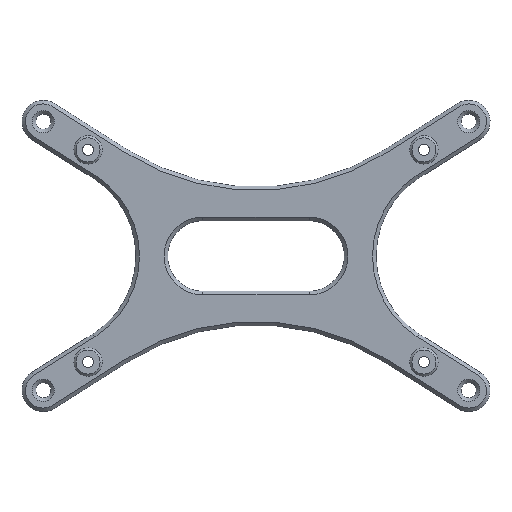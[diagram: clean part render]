
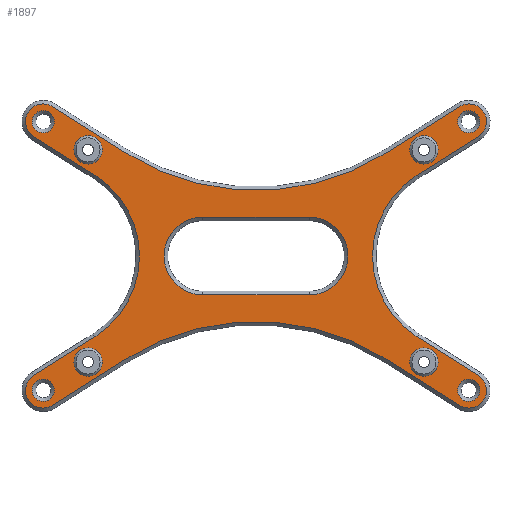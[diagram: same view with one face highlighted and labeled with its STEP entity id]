
A CAD part, top view. The second image highlights one B-rep face of the part: STEP entity #1897.
In plain terms, the highlighted planar face has unit normal (0, 0, 1).
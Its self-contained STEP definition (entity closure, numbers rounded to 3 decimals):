
#15=FACE_BOUND('',#308,.T.);
#16=FACE_BOUND('',#309,.T.);
#17=FACE_BOUND('',#310,.T.);
#18=FACE_BOUND('',#311,.T.);
#19=FACE_BOUND('',#312,.T.);
#20=FACE_BOUND('',#313,.T.);
#21=FACE_BOUND('',#314,.T.);
#22=FACE_BOUND('',#315,.T.);
#23=FACE_BOUND('',#316,.T.);
#59=CIRCLE('',#2052,11.);
#61=CIRCLE('',#2056,11.);
#64=CIRCLE('',#2063,68.911);
#65=CIRCLE('',#2064,5.);
#66=CIRCLE('',#2065,27.04);
#67=CIRCLE('',#2066,5.);
#68=CIRCLE('',#2067,68.911);
#69=CIRCLE('',#2068,5.);
#70=CIRCLE('',#2069,27.04);
#71=CIRCLE('',#2070,5.);
#72=CIRCLE('',#2071,3.15);
#73=CIRCLE('',#2072,3.15);
#74=CIRCLE('',#2073,4.);
#75=CIRCLE('',#2074,4.);
#76=CIRCLE('',#2075,4.);
#77=CIRCLE('',#2076,4.);
#78=CIRCLE('',#2077,3.15);
#79=CIRCLE('',#2078,3.15);
#193=FACE_OUTER_BOUND('',#307,.T.);
#307=EDGE_LOOP('',(#1481,#1482,#1483,#1484,#1485,#1486,#1487,#1488,#1489,
#1490,#1491,#1492,#1493,#1494,#1495,#1496));
#308=EDGE_LOOP('',(#1497));
#309=EDGE_LOOP('',(#1498));
#310=EDGE_LOOP('',(#1499));
#311=EDGE_LOOP('',(#1500));
#312=EDGE_LOOP('',(#1501));
#313=EDGE_LOOP('',(#1502));
#314=EDGE_LOOP('',(#1503));
#315=EDGE_LOOP('',(#1504));
#316=EDGE_LOOP('',(#1505,#1506,#1507,#1508));
#516=LINE('',#3033,#702);
#519=LINE('',#3042,#705);
#525=LINE('',#3057,#711);
#526=LINE('',#3061,#712);
#527=LINE('',#3065,#713);
#528=LINE('',#3069,#714);
#529=LINE('',#3073,#715);
#530=LINE('',#3077,#716);
#531=LINE('',#3081,#717);
#532=LINE('',#3085,#718);
#702=VECTOR('',#2448,10.);
#705=VECTOR('',#2459,10.);
#711=VECTOR('',#2473,10.);
#712=VECTOR('',#2476,10.);
#713=VECTOR('',#2479,10.);
#714=VECTOR('',#2482,10.);
#715=VECTOR('',#2485,10.);
#716=VECTOR('',#2488,10.);
#717=VECTOR('',#2491,10.);
#718=VECTOR('',#2494,10.);
#866=VERTEX_POINT('',#3022);
#867=VERTEX_POINT('',#3024);
#870=VERTEX_POINT('',#3031);
#872=VERTEX_POINT('',#3037);
#876=VERTEX_POINT('',#3055);
#877=VERTEX_POINT('',#3056);
#878=VERTEX_POINT('',#3058);
#879=VERTEX_POINT('',#3060);
#880=VERTEX_POINT('',#3062);
#881=VERTEX_POINT('',#3064);
#882=VERTEX_POINT('',#3066);
#883=VERTEX_POINT('',#3068);
#884=VERTEX_POINT('',#3070);
#885=VERTEX_POINT('',#3072);
#886=VERTEX_POINT('',#3074);
#887=VERTEX_POINT('',#3076);
#888=VERTEX_POINT('',#3078);
#889=VERTEX_POINT('',#3080);
#890=VERTEX_POINT('',#3082);
#891=VERTEX_POINT('',#3084);
#892=VERTEX_POINT('',#3087);
#893=VERTEX_POINT('',#3089);
#894=VERTEX_POINT('',#3091);
#895=VERTEX_POINT('',#3093);
#896=VERTEX_POINT('',#3095);
#897=VERTEX_POINT('',#3097);
#898=VERTEX_POINT('',#3099);
#899=VERTEX_POINT('',#3101);
#1082=EDGE_CURVE('',#866,#867,#59,.T.);
#1086=EDGE_CURVE('',#870,#866,#516,.T.);
#1089=EDGE_CURVE('',#872,#870,#61,.T.);
#1091=EDGE_CURVE('',#867,#872,#519,.T.);
#1098=EDGE_CURVE('',#876,#877,#525,.T.);
#1099=EDGE_CURVE('',#878,#876,#64,.T.);
#1100=EDGE_CURVE('',#879,#878,#526,.T.);
#1101=EDGE_CURVE('',#880,#879,#65,.T.);
#1102=EDGE_CURVE('',#881,#880,#527,.T.);
#1103=EDGE_CURVE('',#882,#881,#66,.T.);
#1104=EDGE_CURVE('',#883,#882,#528,.T.);
#1105=EDGE_CURVE('',#884,#883,#67,.T.);
#1106=EDGE_CURVE('',#885,#884,#529,.T.);
#1107=EDGE_CURVE('',#886,#885,#68,.T.);
#1108=EDGE_CURVE('',#887,#886,#530,.T.);
#1109=EDGE_CURVE('',#888,#887,#69,.T.);
#1110=EDGE_CURVE('',#889,#888,#531,.T.);
#1111=EDGE_CURVE('',#890,#889,#70,.T.);
#1112=EDGE_CURVE('',#891,#890,#532,.T.);
#1113=EDGE_CURVE('',#877,#891,#71,.T.);
#1114=EDGE_CURVE('',#892,#892,#72,.T.);
#1115=EDGE_CURVE('',#893,#893,#73,.T.);
#1116=EDGE_CURVE('',#894,#894,#74,.T.);
#1117=EDGE_CURVE('',#895,#895,#75,.T.);
#1118=EDGE_CURVE('',#896,#896,#76,.T.);
#1119=EDGE_CURVE('',#897,#897,#77,.T.);
#1120=EDGE_CURVE('',#898,#898,#78,.T.);
#1121=EDGE_CURVE('',#899,#899,#79,.T.);
#1481=ORIENTED_EDGE('',*,*,#1098,.F.);
#1482=ORIENTED_EDGE('',*,*,#1099,.F.);
#1483=ORIENTED_EDGE('',*,*,#1100,.F.);
#1484=ORIENTED_EDGE('',*,*,#1101,.F.);
#1485=ORIENTED_EDGE('',*,*,#1102,.F.);
#1486=ORIENTED_EDGE('',*,*,#1103,.F.);
#1487=ORIENTED_EDGE('',*,*,#1104,.F.);
#1488=ORIENTED_EDGE('',*,*,#1105,.F.);
#1489=ORIENTED_EDGE('',*,*,#1106,.F.);
#1490=ORIENTED_EDGE('',*,*,#1107,.F.);
#1491=ORIENTED_EDGE('',*,*,#1108,.F.);
#1492=ORIENTED_EDGE('',*,*,#1109,.F.);
#1493=ORIENTED_EDGE('',*,*,#1110,.F.);
#1494=ORIENTED_EDGE('',*,*,#1111,.F.);
#1495=ORIENTED_EDGE('',*,*,#1112,.F.);
#1496=ORIENTED_EDGE('',*,*,#1113,.F.);
#1497=ORIENTED_EDGE('',*,*,#1114,.F.);
#1498=ORIENTED_EDGE('',*,*,#1115,.F.);
#1499=ORIENTED_EDGE('',*,*,#1116,.T.);
#1500=ORIENTED_EDGE('',*,*,#1117,.T.);
#1501=ORIENTED_EDGE('',*,*,#1118,.T.);
#1502=ORIENTED_EDGE('',*,*,#1119,.T.);
#1503=ORIENTED_EDGE('',*,*,#1120,.F.);
#1504=ORIENTED_EDGE('',*,*,#1121,.F.);
#1505=ORIENTED_EDGE('',*,*,#1082,.F.);
#1506=ORIENTED_EDGE('',*,*,#1086,.F.);
#1507=ORIENTED_EDGE('',*,*,#1089,.F.);
#1508=ORIENTED_EDGE('',*,*,#1091,.F.);
#1816=PLANE('',#2062);
#1897=ADVANCED_FACE('',(#193,#15,#16,#17,#18,#19,#20,#21,#22,#23),#1816,
 .T.);
#2052=AXIS2_PLACEMENT_3D('',#3025,#2440,#2441);
#2056=AXIS2_PLACEMENT_3D('',#3039,#2453,#2454);
#2062=AXIS2_PLACEMENT_3D('',#3054,#2471,#2472);
#2063=AXIS2_PLACEMENT_3D('',#3059,#2474,#2475);
#2064=AXIS2_PLACEMENT_3D('',#3063,#2477,#2478);
#2065=AXIS2_PLACEMENT_3D('',#3067,#2480,#2481);
#2066=AXIS2_PLACEMENT_3D('',#3071,#2483,#2484);
#2067=AXIS2_PLACEMENT_3D('',#3075,#2486,#2487);
#2068=AXIS2_PLACEMENT_3D('',#3079,#2489,#2490);
#2069=AXIS2_PLACEMENT_3D('',#3083,#2492,#2493);
#2070=AXIS2_PLACEMENT_3D('',#3086,#2495,#2496);
#2071=AXIS2_PLACEMENT_3D('',#3088,#2497,#2498);
#2072=AXIS2_PLACEMENT_3D('',#3090,#2499,#2500);
#2073=AXIS2_PLACEMENT_3D('',#3092,#2501,#2502);
#2074=AXIS2_PLACEMENT_3D('',#3094,#2503,#2504);
#2075=AXIS2_PLACEMENT_3D('',#3096,#2505,#2506);
#2076=AXIS2_PLACEMENT_3D('',#3098,#2507,#2508);
#2077=AXIS2_PLACEMENT_3D('',#3100,#2509,#2510);
#2078=AXIS2_PLACEMENT_3D('',#3102,#2511,#2512);
#2440=DIRECTION('center_axis',(0.,0.,1.));
#2441=DIRECTION('ref_axis',(0.,1.,0.));
#2448=DIRECTION('',(-1.,0.,0.));
#2453=DIRECTION('center_axis',(0.,0.,1.));
#2454=DIRECTION('ref_axis',(0.,-1.,0.));
#2459=DIRECTION('',(1.,0.,0.));
#2471=DIRECTION('center_axis',(0.,0.,1.));
#2472=DIRECTION('ref_axis',(1.,0.,0.));
#2473=DIRECTION('',(0.845,0.534,0.));
#2474=DIRECTION('center_axis',(0.,0.,1.));
#2475=DIRECTION('ref_axis',(-0.534,-0.845,0.));
#2476=DIRECTION('',(0.845,-0.534,0.));
#2477=DIRECTION('center_axis',(0.,0.,-1.));
#2478=DIRECTION('ref_axis',(-1.,0.,0.));
#2479=DIRECTION('',(-0.845,0.534,0.));
#2480=DIRECTION('center_axis',(0.,0.,1.));
#2481=DIRECTION('ref_axis',(0.534,-0.845,0.));
#2482=DIRECTION('',(0.845,0.534,0.));
#2483=DIRECTION('center_axis',(0.,0.,-1.));
#2484=DIRECTION('ref_axis',(-1.,0.,0.));
#2485=DIRECTION('',(-0.845,-0.534,0.));
#2486=DIRECTION('center_axis',(0.,0.,1.));
#2487=DIRECTION('ref_axis',(0.534,0.845,0.));
#2488=DIRECTION('',(-0.845,0.534,0.));
#2489=DIRECTION('center_axis',(0.,0.,-1.));
#2490=DIRECTION('ref_axis',(1.,0.,0.));
#2491=DIRECTION('',(0.845,-0.534,0.));
#2492=DIRECTION('center_axis',(0.,0.,1.));
#2493=DIRECTION('ref_axis',(-0.534,0.845,0.));
#2494=DIRECTION('',(-0.845,-0.534,0.));
#2495=DIRECTION('center_axis',(0.,0.,-1.));
#2496=DIRECTION('ref_axis',(1.,0.,0.));
#2497=DIRECTION('center_axis',(0.,0.,1.));
#2498=DIRECTION('ref_axis',(1.,0.,0.));
#2499=DIRECTION('center_axis',(0.,0.,1.));
#2500=DIRECTION('ref_axis',(1.,0.,0.));
#2501=DIRECTION('center_axis',(0.,0.,-1.));
#2502=DIRECTION('ref_axis',(-1.,0.,0.));
#2503=DIRECTION('center_axis',(0.,0.,-1.));
#2504=DIRECTION('ref_axis',(-1.,0.,0.));
#2505=DIRECTION('center_axis',(0.,0.,-1.));
#2506=DIRECTION('ref_axis',(-1.,0.,0.));
#2507=DIRECTION('center_axis',(0.,0.,-1.));
#2508=DIRECTION('ref_axis',(-1.,0.,0.));
#2509=DIRECTION('center_axis',(0.,0.,1.));
#2510=DIRECTION('ref_axis',(1.,0.,0.));
#2511=DIRECTION('center_axis',(0.,0.,1.));
#2512=DIRECTION('ref_axis',(1.,0.,0.));
#3022=CARTESIAN_POINT('',(-15.,11.,2.));
#3024=CARTESIAN_POINT('',(-15.,-11.,2.));
#3025=CARTESIAN_POINT('Origin',(-15.,0.,2.));
#3031=CARTESIAN_POINT('',(15.,11.,2.));
#3033=CARTESIAN_POINT('',(-7.5,11.,2.));
#3037=CARTESIAN_POINT('',(15.,-11.,2.));
#3039=CARTESIAN_POINT('Origin',(15.,0.,2.));
#3042=CARTESIAN_POINT('',(7.5,-11.,2.));
#3054=CARTESIAN_POINT('Origin',(0.,0.,
2.));
#3055=CARTESIAN_POINT('',(36.798,29.155,2.));
#3056=CARTESIAN_POINT('',(57.512,42.237,2.));
#3057=CARTESIAN_POINT('',(27.421,23.232,2.));
#3058=CARTESIAN_POINT('',(-36.798,29.155,2.));
#3059=CARTESIAN_POINT('Origin',(0.,87.418,2.));
#3060=CARTESIAN_POINT('',(-57.512,42.237,2.));
#3061=CARTESIAN_POINT('',(-17.064,16.691,2.));
#3062=CARTESIAN_POINT('',(-62.852,33.782,2.));
#3063=CARTESIAN_POINT('Origin',(-60.182,38.01,2.));
#3064=CARTESIAN_POINT('',(-45.561,22.862,2.));
#3065=CARTESIAN_POINT('',(-32.761,14.778,2.));
#3066=CARTESIAN_POINT('',(-45.561,-22.862,2.));
#3067=CARTESIAN_POINT('Origin',(-60.,0.,2.));
#3068=CARTESIAN_POINT('',(-62.852,-33.782,2.));
#3069=CARTESIAN_POINT('',(-24.116,-9.317,2.));
#3070=CARTESIAN_POINT('',(-57.512,-42.237,2.));
#3071=CARTESIAN_POINT('Origin',(-60.182,-38.01,2.));
#3072=CARTESIAN_POINT('',(-36.798,-29.155,2.));
#3073=CARTESIAN_POINT('',(-27.421,-23.232,2.));
#3074=CARTESIAN_POINT('',(36.798,-29.155,2.));
#3075=CARTESIAN_POINT('Origin',(0.,-87.418,2.));
#3076=CARTESIAN_POINT('',(57.512,-42.237,2.));
#3077=CARTESIAN_POINT('',(17.064,-16.691,2.));
#3078=CARTESIAN_POINT('',(62.852,-33.782,2.));
#3079=CARTESIAN_POINT('Origin',(60.182,-38.01,2.));
#3080=CARTESIAN_POINT('',(45.561,-22.862,2.));
#3081=CARTESIAN_POINT('',(32.761,-14.778,2.));
#3082=CARTESIAN_POINT('',(45.561,22.862,2.));
#3083=CARTESIAN_POINT('Origin',(60.,0.,2.));
#3084=CARTESIAN_POINT('',(62.852,33.782,2.));
#3085=CARTESIAN_POINT('',(24.116,9.317,2.));
#3086=CARTESIAN_POINT('Origin',(60.182,38.01,2.));
#3087=CARTESIAN_POINT('',(57.032,38.01,2.));
#3088=CARTESIAN_POINT('Origin',(60.182,38.01,2.));
#3089=CARTESIAN_POINT('',(-63.332,-38.01,2.));
#3090=CARTESIAN_POINT('Origin',(-60.182,-38.01,2.));
#3091=CARTESIAN_POINT('',(-43.5,30.,2.));
#3092=CARTESIAN_POINT('Origin',(-47.5,30.,2.));
#3093=CARTESIAN_POINT('',(51.5,30.,2.));
#3094=CARTESIAN_POINT('Origin',(47.5,30.,2.));
#3095=CARTESIAN_POINT('',(-43.5,-30.,2.));
#3096=CARTESIAN_POINT('Origin',(-47.5,-30.,2.));
#3097=CARTESIAN_POINT('',(51.5,-30.,2.));
#3098=CARTESIAN_POINT('Origin',(47.5,-30.,2.));
#3099=CARTESIAN_POINT('',(-63.332,38.01,2.));
#3100=CARTESIAN_POINT('Origin',(-60.182,38.01,2.));
#3101=CARTESIAN_POINT('',(57.032,-38.01,2.));
#3102=CARTESIAN_POINT('Origin',(60.182,-38.01,2.));
